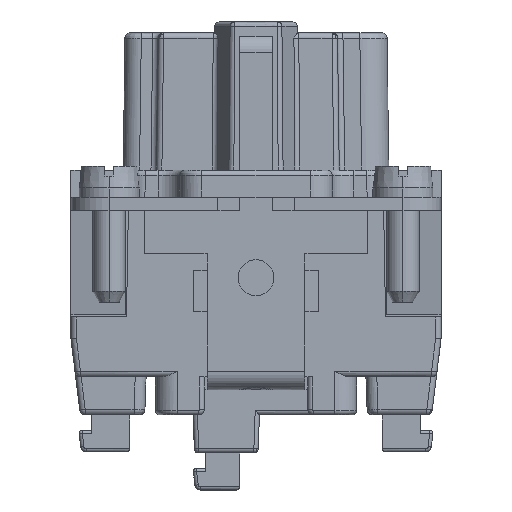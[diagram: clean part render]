
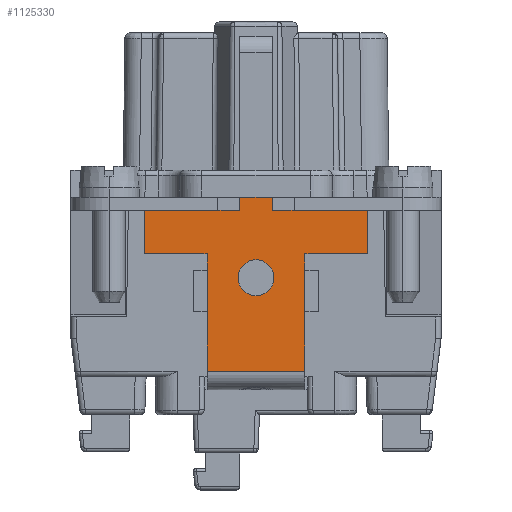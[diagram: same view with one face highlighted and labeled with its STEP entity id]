
A CAD part, left-side view. The second image highlights one B-rep face of the part: STEP entity #1125330.
In plain terms, the highlighted face is planar.
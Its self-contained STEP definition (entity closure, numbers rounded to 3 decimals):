
#1100040=CARTESIAN_POINT('',(99.996,47.084,-5.1));
#1100050=VERTEX_POINT('',#1100040);
#1100080=CARTESIAN_POINT('',(99.996,0.,-5.1));
#1100090=DIRECTION('',(0.,1.,0.));
#1100100=VECTOR('',#1100090,1.);
#1100110=LINE('',#1100080,#1100100);
#1100120=CARTESIAN_POINT('',(99.996,50.084,-5.1));
#1100130=VERTEX_POINT('',#1100120);
#1100140=EDGE_CURVE('',#1100050,#1100130,#1100110,.T.);
#1101890=CARTESIAN_POINT('',(99.996,47.084,
-20.6));
#1101900=DIRECTION('',(0.,0.,1.));
#1101910=VECTOR('',#1101900,1.);
#1101920=LINE('',#1101890,#1101910);
#1102140=CARTESIAN_POINT('',(99.996,65.584,
-20.6));
#1102150=DIRECTION('',(1.,0.,0.));
#1102160=DIRECTION('',(0.,1.,0.));
#1102170=AXIS2_PLACEMENT_3D('',#1102140,#1102150,#1102160);
#1102180=PLANE('',#1102170);
#1102290=CARTESIAN_POINT('',(99.996,50.084,
-20.6));
#1102300=DIRECTION('',(0.,0.,-1.))
;
#1102310=VECTOR('',#1102300,1.);
#1102320=LINE('',#1102290,#1102310);
#1102980=CARTESIAN_POINT('',(99.996,45.084,
-3.9));
#1102990=VERTEX_POINT('',#1102980);
#1104050=CARTESIAN_POINT('',(99.996,38.334,
-3.9));
#1104060=VERTEX_POINT('',#1104050);
#1104090=CARTESIAN_POINT('',(99.996,4.584,
-3.9));
#1104100=DIRECTION('',(0.,-1.,0.));
#1104110=VECTOR('',#1104100,1.);
#1104120=LINE('',#1104090,#1104110);
#1104130=EDGE_CURVE('',#1102990,#1104060,#1104120,.T.);
#1112470=CARTESIAN_POINT('',(99.996,50.234,
2.3));
#1112480=VERTEX_POINT('',#1112470);
#1112510=CARTESIAN_POINT('',(99.996,48.584,
2.3));
#1112520=DIRECTION('',(1.,0.,0.));
#1112530=DIRECTION('',(0.,1.,0.));
#1112540=AXIS2_PLACEMENT_3D('',#1112510,#1112520,#1112530);
#1112550=CIRCLE('',#1112540,1.65);
#1112560=CARTESIAN_POINT('',(99.996,46.934,
2.3));
#1112570=VERTEX_POINT('',#1112560);
#1112580=EDGE_CURVE('',#1112570,#1112480,#1112550,.T.);
#1112880=CARTESIAN_POINT('',(99.996,44.084,
1.6));
#1112890=VERTEX_POINT('',#1112880);
#1113040=CARTESIAN_POINT('',(99.996,44.084,
5.4));
#1113050=VERTEX_POINT('',#1113040);
#1113080=CARTESIAN_POINT('',(99.996,44.084,
-20.6));
#1113090=DIRECTION('',(0.,0.,1.));
#1113100=VECTOR('',#1113090,1.);
#1113110=LINE('',#1113080,#1113100);
#1113120=EDGE_CURVE('',#1112890,#1113050,#1113110,.T.);
#1113280=CARTESIAN_POINT('',(99.996,47.084,
-3.9));
#1113290=VERTEX_POINT('',#1113280);
#1113320=EDGE_CURVE('',#1100050,#1113290,#1101920,.T.);
#1113540=CARTESIAN_POINT('',(99.996,4.584,
-3.9));
#1113550=DIRECTION('',(0.,1.,0.));
#1113560=VECTOR('',#1113550,1.);
#1113570=LINE('',#1113540,#1113560);
#1113580=EDGE_CURVE('',#1102990,#1113290,#1113570,.T.);
#1113790=CARTESIAN_POINT('',(99.996,38.334,
0.1));
#1113800=VERTEX_POINT('',#1113790);
#1113830=CARTESIAN_POINT('',(99.996,38.334,
-20.6));
#1113840=DIRECTION('',(0.,0.,1.));
#1113850=VECTOR('',#1113840,1.);
#1113860=LINE('',#1113830,#1113850);
#1113870=EDGE_CURVE('',#1104060,#1113800,#1113860,.T.);
#1114110=CARTESIAN_POINT('',(99.996,44.084,
0.1));
#1114120=VERTEX_POINT('',#1114110);
#1114150=CARTESIAN_POINT('',(99.996,4.584,
0.1));
#1114160=DIRECTION('',(0.,1.,0.));
#1114170=VECTOR('',#1114160,1.);
#1114180=LINE('',#1114150,#1114170);
#1114190=EDGE_CURVE('',#1113800,#1114120,#1114180,.T.);
#1114430=CARTESIAN_POINT('',(99.996,44.084,
-20.6));
#1114440=DIRECTION('',(0.,0.,1.));
#1114450=VECTOR('',#1114440,1.);
#1114460=LINE('',#1114430,#1114450);
#1114470=EDGE_CURVE('',#1114120,#1112890,#1114460,.T.);
#1115970=CARTESIAN_POINT('',(99.996,44.084,
10.9));
#1115980=VERTEX_POINT('',#1115970);
#1116010=CARTESIAN_POINT('',(99.996,44.084,
-20.6));
#1116020=DIRECTION('',(0.,0.,1.));
#1116030=VECTOR('',#1116020,1.);
#1116040=LINE('',#1116010,#1116030);
#1116050=EDGE_CURVE('',#1113050,#1115980,#1116040,.T.);
#1117030=CARTESIAN_POINT('',(99.996,53.084,
10.9));
#1117040=VERTEX_POINT('',#1117030);
#1117070=CARTESIAN_POINT('',(99.996,4.584,10.9));
#1117080=DIRECTION('',(0.,1.,0.));
#1117090=VECTOR('',#1117080,1.);
#1117100=LINE('',#1117070,#1117090);
#1117110=EDGE_CURVE('',#1115980,#1117040,#1117100,.T.);
#1119340=CARTESIAN_POINT('',(99.996,53.084,
-20.6));
#1119350=DIRECTION('',(0.,0.,-1.))
;
#1119360=VECTOR('',#1119350,1.);
#1119370=LINE('',#1119340,#1119360);
#1119380=CARTESIAN_POINT('',(99.996,53.084,
5.4));
#1119390=VERTEX_POINT('',#1119380);
#1119400=EDGE_CURVE('',#1117040,#1119390,#1119370,.T.);
#1123690=CARTESIAN_POINT('',(99.996,53.084,
-20.6));
#1123700=DIRECTION('',(0.,0.,1.));
#1123710=VECTOR('',#1123700,1.);
#1123720=LINE('',#1123690,#1123710);
#1123730=CARTESIAN_POINT('',(99.996,53.084,
1.6));
#1123740=VERTEX_POINT('',#1123730);
#1123750=EDGE_CURVE('',#1123740,#1119390,#1123720,.T.);
#1124720=EDGE_CURVE('',#1112480,#1112570,#1112550,.T.);
#1124730=ORIENTED_EDGE('',*,*,#1124720,.F.);
#1124740=ORIENTED_EDGE('',*,*,#1112580,.F.);
#1124750=EDGE_LOOP('',(#1124740,#1124730));
#1124760=FACE_BOUND('',#1124750,.T.);
#1124770=ORIENTED_EDGE('',*,*,#1113320,.F.);
#1124780=ORIENTED_EDGE('',*,*,#1113580,.T.);
#1124790=ORIENTED_EDGE('',*,*,#1104130,.F.);
#1124800=ORIENTED_EDGE('',*,*,#1113870,.F.);
#1124810=ORIENTED_EDGE('',*,*,#1114190,.F.);
#1124820=ORIENTED_EDGE('',*,*,#1114470,.F.);
#1124830=ORIENTED_EDGE('',*,*,#1113120,.F.);
#1124840=ORIENTED_EDGE('',*,*,#1116050,.F.);
#1124850=ORIENTED_EDGE('',*,*,#1117110,.F.);
#1124860=ORIENTED_EDGE('',*,*,#1119400,.F.);
#1124870=ORIENTED_EDGE('',*,*,#1123750,.T.);
#1124880=CARTESIAN_POINT('',(99.996,53.084,
-20.6));
#1124890=DIRECTION('',(0.,0.,-1.))
;
#1124900=VECTOR('',#1124890,1.);
#1124910=LINE('',#1124880,#1124900);
#1124920=CARTESIAN_POINT('',(99.996,53.084,
0.1));
#1124930=VERTEX_POINT('',#1124920);
#1124940=EDGE_CURVE('',#1123740,#1124930,#1124910,.T.);
#1124950=ORIENTED_EDGE('',*,*,#1124940,.F.);
#1124960=CARTESIAN_POINT('',(99.996,4.584,
0.1));
#1124970=DIRECTION('',(0.,1.,0.));
#1124980=VECTOR('',#1124970,1.);
#1124990=LINE('',#1124960,#1124980);
#1125000=CARTESIAN_POINT('',(99.996,58.834,
0.1));
#1125010=VERTEX_POINT('',#1125000);
#1125020=EDGE_CURVE('',#1124930,#1125010,#1124990,.T.);
#1125030=ORIENTED_EDGE('',*,*,#1125020,.F.);
#1125040=CARTESIAN_POINT('',(99.996,58.834,
-20.6));
#1125050=DIRECTION('',(0.,0.,-1.))
;
#1125060=VECTOR('',#1125050,1.);
#1125070=LINE('',#1125040,#1125060);
#1125080=CARTESIAN_POINT('',(99.996,58.834,
-3.9));
#1125090=VERTEX_POINT('',#1125080);
#1125100=EDGE_CURVE('',#1125010,#1125090,#1125070,.T.);
#1125110=ORIENTED_EDGE('',*,*,#1125100,.F.);
#1125120=CARTESIAN_POINT('',(99.996,4.584,
-3.9));
#1125130=DIRECTION('',(0.,-1.,0.));
#1125140=VECTOR('',#1125130,1.);
#1125150=LINE('',#1125120,#1125140);
#1125160=CARTESIAN_POINT('',(99.996,52.084,
-3.9));
#1125170=VERTEX_POINT('',#1125160);
#1125180=EDGE_CURVE('',#1125090,#1125170,#1125150,.T.);
#1125190=ORIENTED_EDGE('',*,*,#1125180,.F.);
#1125200=CARTESIAN_POINT('',(99.996,4.584,
-3.9));
#1125210=DIRECTION('',(0.,1.,0.));
#1125220=VECTOR('',#1125210,1.);
#1125230=LINE('',#1125200,#1125220);
#1125240=CARTESIAN_POINT('',(99.996,50.084,
-3.9));
#1125250=VERTEX_POINT('',#1125240);
#1125260=EDGE_CURVE('',#1125250,#1125170,#1125230,.T.);
#1125270=ORIENTED_EDGE('',*,*,#1125260,.T.);
#1125280=EDGE_CURVE('',#1125250,#1100130,#1102320,.T.);
#1125290=ORIENTED_EDGE('',*,*,#1125280,.F.);
#1125300=ORIENTED_EDGE('',*,*,#1100140,.T.);
#1125310=EDGE_LOOP('',(#1125300,#1125290,#1125270,#1125190,#1125110,
#1125030,#1124950,#1124870,#1124860,#1124850,#1124840,#1124830,#1124820,
#1124810,#1124800,#1124790,#1124780,#1124770));
#1125320=FACE_OUTER_BOUND('',#1125310,.T.);
#1125330=ADVANCED_FACE('',(#1124760,#1125320),#1102180,.T.);
